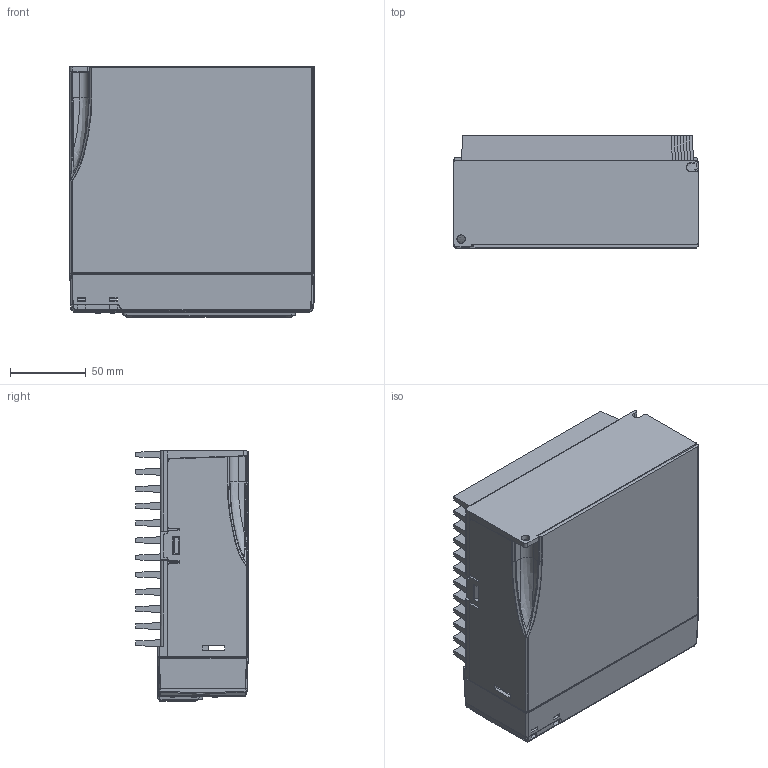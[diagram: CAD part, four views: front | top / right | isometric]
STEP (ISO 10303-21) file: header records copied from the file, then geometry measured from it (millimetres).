
FILE_DESCRIPTION(('HOOPS Exchange Step'),'2;1');
FILE_NAME('export-2A129441-4F28-419C-B68C-D1163E08B61F.stp','2024-02-13T20:21:06+01:00',('Gebruiker'),('Alibre'),'HOOPS Exchange 2021.0','Alibre','Unknown authorisation');
FILE_SCHEMA( ('AP242_MANAGED_MODEL_BASED_3D_ENGINEERING_MIM_LF {1 0 10303 442 1 1 4 }') );
Length unit declared in the file: millimetre
Products named in the file (25): 6712-12 AC Servo Drive 750W ASD-B3A-0721-E (EtherCAT + STO) HSK_B3_750W_V0; 6712-10 AC Servo Drive 750W ASD-B3A-0721-E (EtherCAT + STO); 6712-19 AC Servo Drive 750W ASD-B3A-0721-E (EtherCAT + STO) M4_GND; 6712-14 AC Servo Drive 750W ASD-B3A-0721-E (EtherCAT + STO) DOOR_B3-1500W; 6712-16 AC Servo Drive 750W ASD-B3A-0721-E (EtherCAT + STO) COVER_DISPLAY_LENS_B3; 6712-20 AC Servo Drive 750W ASD-B3A-0721-E (EtherCAT + STO) TERM_CON; 6712-2 AC Servo Drive 750W ASD-B3A-0721-E (EtherCAT + STO) POWER; 6712-11 AC Servo Drive 750W ASD-B3A-0721-E (EtherCAT + STO) IEEE1394; 6712-18 AC Servo Drive 750W ASD-B3A-0721-E (EtherCAT + STO); 6712-9 AC Servo Drive 750W ASD-B3A-0721-E (EtherCAT + STO) USB; 6712-13 AC Servo Drive 750W ASD-B3A-0721-E (EtherCAT + STO) RJ45; 6712-17 AC Servo Drive 750W ASD-B3A-0721-E (EtherCAT + STO) TMP; 6712-7 AC Servo Drive 750W ASD-B3A-0721-E (EtherCAT + STO); 6712-1 AC Servo Drive 750W ASD-B3A-0721-E (EtherCAT + STO) DISPLAY; 6712-4 AC Servo Drive 750W ASD-B3A-0721-E (EtherCAT + STO) CONTROL; 6712-15 AC Servo Drive 750W ASD-B3A-0721-E (EtherCAT + STO) FRONT_CASE-E3-E_BLIND; 6712-6 AC Servo Drive 750W ASD-B3A-0721-E (EtherCAT + STO); 6712-5 AC Servo Drive 750W ASD-B3A-0721-E (EtherCAT + STO); 6712-8 AC Servo Drive 750W ASD-B3A-0721-E (EtherCAT + STO); 6712-3 AC Servo Drive 750W ASD-B3A-0721-E (EtherCAT + STO) FRONT; 6712 AC Servo Drive 750W ASD-B3A-0721-E (EtherCAT + STO)
Assembly tree (29 placements, depth 9):
  6712 AC Servo Drive 750W ASD-B3A-0721-E (EtherCAT + STO)
    6712-12 AC Servo Drive 750W ASD-B3A-0721-E (EtherCAT + STO) HSK_B3_750W_V0
    6712-10 AC Servo Drive 750W ASD-B3A-0721-E (EtherCAT + STO)
    6712-19 AC Servo Drive 750W ASD-B3A-0721-E (EtherCAT + STO) M4_GND  x2
    6712-3 AC Servo Drive 750W ASD-B3A-0721-E (EtherCAT + STO) FRONT
      6712-8 AC Servo Drive 750W ASD-B3A-0721-E (EtherCAT + STO)
        6712-5 AC Servo Drive 750W ASD-B3A-0721-E (EtherCAT + STO)
          6712-6 AC Servo Drive 750W ASD-B3A-0721-E (EtherCAT + STO)
            6712-14 AC Servo Drive 750W ASD-B3A-0721-E (EtherCAT + STO) DOOR_B3-1500W
            6712-16 AC Servo Drive 750W ASD-B3A-0721-E (EtherCAT + STO) COVER_DISPLAY_LENS_B3
            6712-2 AC Servo Drive 750W ASD-B3A-0721-E (EtherCAT + STO) POWER
              6712-20 AC Servo Drive 750W ASD-B3A-0721-E (EtherCAT + STO) TERM_CON
            6712-4 AC Servo Drive 750W ASD-B3A-0721-E (EtherCAT + STO) CONTROL
              6712-11 AC Servo Drive 750W ASD-B3A-0721-E (EtherCAT + STO) IEEE1394
              6712-18 AC Servo Drive 750W ASD-B3A-0721-E (EtherCAT + STO)
              6712-9 AC Servo Drive 750W ASD-B3A-0721-E (EtherCAT + STO) USB
              6712-13 AC Servo Drive 750W ASD-B3A-0721-E (EtherCAT + STO) RJ45
              6712-1 AC Servo Drive 750W ASD-B3A-0721-E (EtherCAT + STO) DISPLAY
                6712-7 AC Servo Drive 750W ASD-B3A-0721-E (EtherCAT + STO)
                  6712-17 AC Servo Drive 750W ASD-B3A-0721-E (EtherCAT + STO) TMP
                6712-7 AC Servo Drive 750W ASD-B3A-0721-E (EtherCAT + STO)
                  6712-17 AC Servo Drive 750W ASD-B3A-0721-E (EtherCAT + STO) TMP
                6712-7 AC Servo Drive 750W ASD-B3A-0721-E (EtherCAT + STO)
                  6712-17 AC Servo Drive 750W ASD-B3A-0721-E (EtherCAT + STO) TMP
                6712-7 AC Servo Drive 750W ASD-B3A-0721-E (EtherCAT + STO)
                  6712-17 AC Servo Drive 750W ASD-B3A-0721-E (EtherCAT + STO) TMP
                6712-7 AC Servo Drive 750W ASD-B3A-0721-E (EtherCAT + STO)
                  6712-17 AC Servo Drive 750W ASD-B3A-0721-E (EtherCAT + STO) TMP
            6712-15 AC Servo Drive 750W ASD-B3A-0721-E (EtherCAT + STO) FRONT_CASE-E3-E_BLIND
Bounding box: 162.05 x 74.4 x 165.85 mm (x, y, z)
Volume: 416724.5 mm3; surface area: 278275.2 mm2
Topology: 17 solids, 17 shells, 5689 faces, 15759 edges, 10149 vertices
Faces by surface type: plane 3737, cylinder 1218, bspline 303, cone 289, torus 90, sphere 52
Entity records: 194561 total; most frequent: CARTESIAN_POINT 53190, ORIENTED_EDGE 30832, DIRECTION 27132, EDGE_CURVE 15416, VECTOR 11332, LINE 11332, VERTEX_POINT 9996, AXIS2_PLACEMENT_3D 7900
